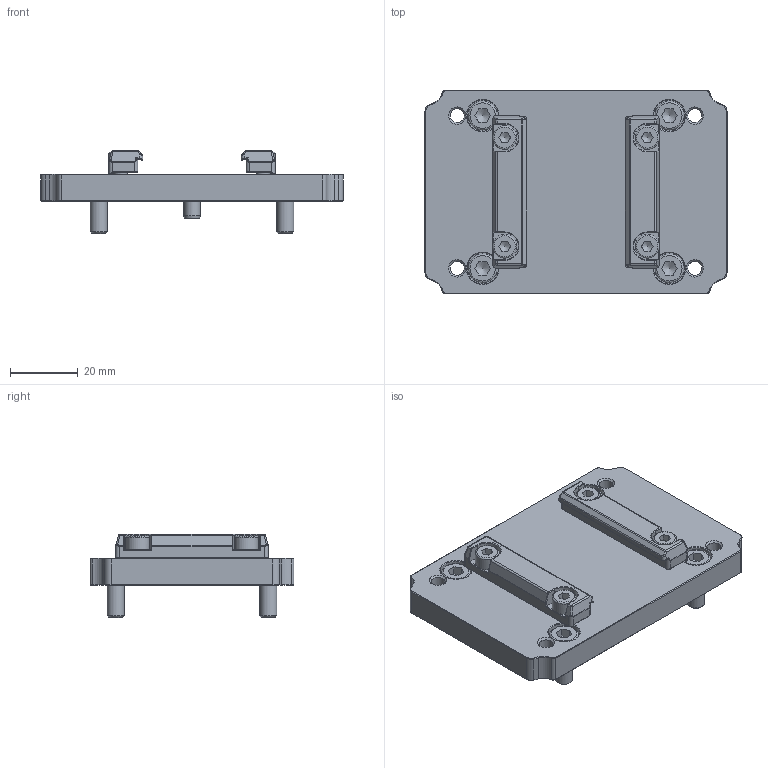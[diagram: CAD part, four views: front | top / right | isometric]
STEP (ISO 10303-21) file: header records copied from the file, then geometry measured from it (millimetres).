
FILE_DESCRIPTION(/* description */ (''),/* implementation_level */ '2;1');
FILE_NAME(/* name */ 'CAD_112563.stp',/* time_stamp */ '2021-08-05T13:26:34+02:00',/* author */ ('mlogar'),/* organization */ (''),/* preprocessor_version */ 'ST-DEVELOPER v18',/* originating_system */ 'Autodesk Inventor 2020',/* authorisation */ '');
FILE_SCHEMA (('AUTOMOTIVE_DESIGN { 1 0 10303 214 3 1 1 }'));
Length unit declared in the file: millimetre
Products named in the file (1): CAD_112563
Bounding box: 89 x 60 x 24.5 mm (x, y, z)
Volume: 46739.2 mm3; surface area: 19243.3 mm2
Topology: 1 solids, 3 shells, 488 faces, 1204 edges, 736 vertices
Faces by surface type: plane 156, cylinder 148, cone 72, bspline 52, torus 44, sphere 16
Full cylindrical faces by diameter (mm): 3.242 x4, 4 x4, 4.134 x4, 4.5 x4, 5 x8, 5.5 x4, 7 x4, 8.5 x4, 9.2 x4
Entity records: 16267 total; most frequent: CARTESIAN_POINT 4213, DIRECTION 2502, ORIENTED_EDGE 2380, EDGE_CURVE 1190, AXIS2_PLACEMENT_3D 1003, VERTEX_POINT 736, EDGE_LOOP 532, CIRCLE 498
